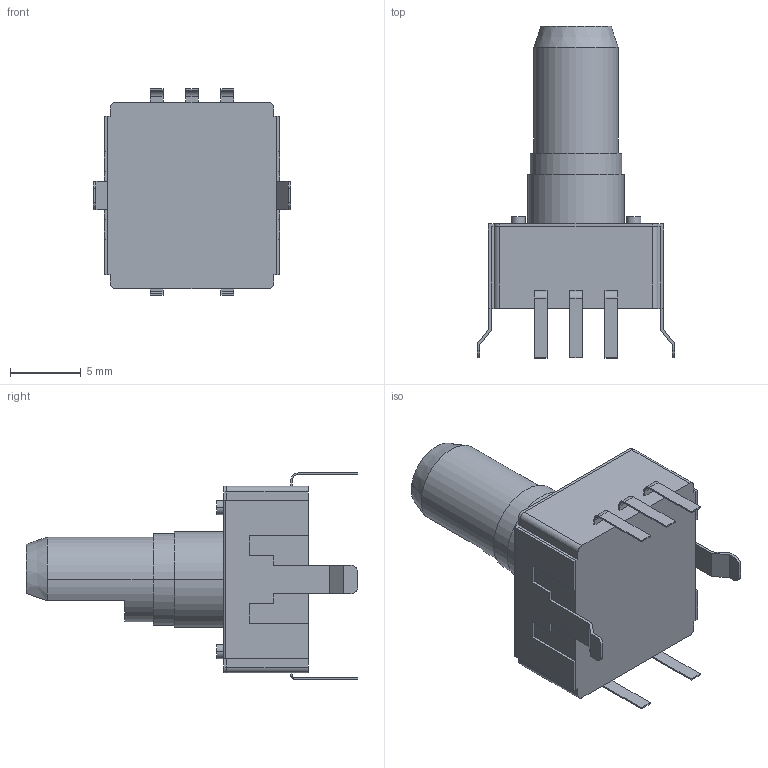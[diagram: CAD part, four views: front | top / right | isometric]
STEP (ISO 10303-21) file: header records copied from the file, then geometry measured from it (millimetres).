
FILE_DESCRIPTION((''),'2;1');
FILE_NAME('EN12-HS22AF20_ASM','2017-03-27T09:18:36',('bmozley'),(''),'CREO PARAMETRIC BY PTC INC, 2016390','CREO PARAMETRIC BY PTC INC, 2016390','');
FILE_SCHEMA(('CONFIG_CONTROL_DESIGN'));
Length unit declared in the file: millimetre
Products named in the file (3): BM-427; BM-428; EN12-HS22AF20_ASM
Assembly tree (2 placements, depth 2):
  EN12-HS22AF20_ASM
    BM-427
    BM-428
Bounding box: 14 x 23.5 x 14.6 mm (x, y, z)
Volume: 1358.8 mm3; surface area: 1496 mm2
Topology: 2 solids, 2 shells, 148 faces, 394 edges, 262 vertices
Faces by surface type: plane 109, cylinder 38, cone 1
Entity records: 4675 total; most frequent: CARTESIAN_POINT 819, ORIENTED_EDGE 788, DIRECTION 777, EDGE_CURVE 394, VECTOR 313, LINE 313, VERTEX_POINT 262, AXIS2_PLACEMENT_3D 232
